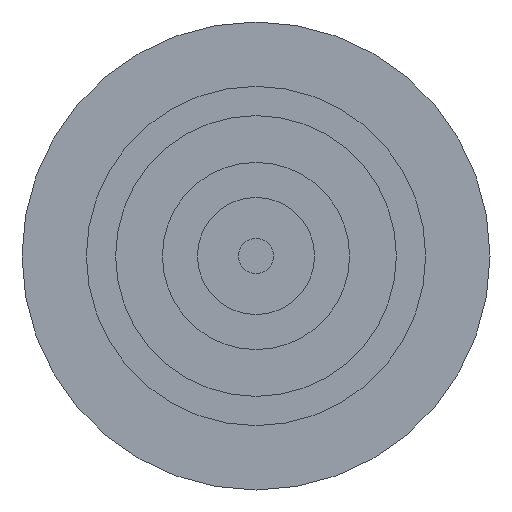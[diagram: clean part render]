
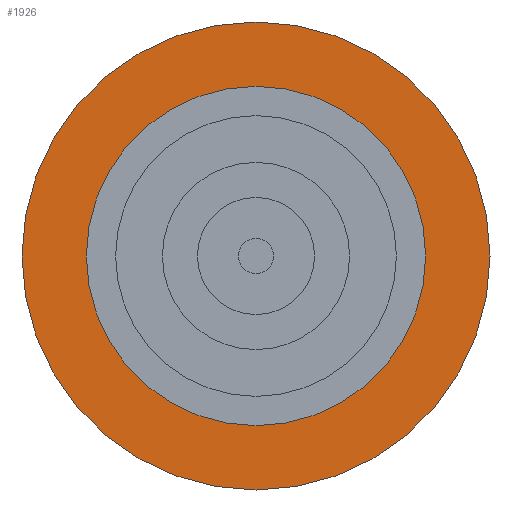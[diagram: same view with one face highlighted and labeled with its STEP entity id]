
A CAD part, front view. The second image highlights one B-rep face of the part: STEP entity #1926.
In plain terms, the highlighted planar face has unit normal (0, -1, 0).
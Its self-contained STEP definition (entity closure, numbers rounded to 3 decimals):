
#70 = CARTESIAN_POINT ( 'NONE',  ( 0., 0., 0. ) ) ;
#72 = CIRCLE ( 'NONE', #551, 20. ) ;
#96 = CARTESIAN_POINT ( 'NONE',  ( 0., 0., 14.5 ) ) ;
#189 = AXIS2_PLACEMENT_3D ( 'NONE', #1846, #1631, #1417 ) ;
#227 = CIRCLE ( 'NONE', #598, 20. ) ;
#238 = DIRECTION ( 'NONE',  ( 0., 0., -1. ) ) ;
#267 = EDGE_CURVE ( 'NONE', #934, #562, #227, .T. ) ;
#275 = EDGE_CURVE ( 'NONE', #562, #934, #72, .T. ) ;
#291 = CARTESIAN_POINT ( 'NONE',  ( 0., 0., 20. ) ) ;
#363 = DIRECTION ( 'NONE',  ( 0., 0., -1. ) ) ;
#436 = CARTESIAN_POINT ( 'NONE',  ( 0., 0., -14.5 ) ) ;
#440 = EDGE_LOOP ( 'NONE', ( #1263, #500 ) ) ;
#448 = DIRECTION ( 'NONE',  ( 0., -1., 0. ) ) ;
#500 = ORIENTED_EDGE ( 'NONE', *, *, #1446, .F. ) ;
#551 = AXIS2_PLACEMENT_3D ( 'NONE', #758, #566, #363 ) ;
#562 = VERTEX_POINT ( 'NONE', #291 ) ;
#566 = DIRECTION ( 'NONE',  ( 0., -1., 0. ) ) ;
#598 = AXIS2_PLACEMENT_3D ( 'NONE', #70, #1783, #1569 ) ;
#621 = CIRCLE ( 'NONE', #842, 14.5 ) ;
#631 = CARTESIAN_POINT ( 'NONE',  ( 0., 0., -20. ) ) ;
#638 = CARTESIAN_POINT ( 'NONE',  ( 0., 0., 0. ) ) ;
#653 = PLANE ( 'NONE',  #189 ) ;
#758 = CARTESIAN_POINT ( 'NONE',  ( 0., 0., 0. ) ) ;
#842 = AXIS2_PLACEMENT_3D ( 'NONE', #1649, #1427, #1238 ) ;
#934 = VERTEX_POINT ( 'NONE', #631 ) ;
#946 = VERTEX_POINT ( 'NONE', #436 ) ;
#963 = CIRCLE ( 'NONE', #1120, 14.5 ) ;
#1041 = EDGE_CURVE ( 'NONE', #946, #1889, #963, .T. ) ;
#1120 = AXIS2_PLACEMENT_3D ( 'NONE', #638, #448, #238 ) ;
#1217 = FACE_BOUND ( 'NONE', #440, .T. ) ;
#1238 = DIRECTION ( 'NONE',  ( 0., 0., -1. ) ) ;
#1263 = ORIENTED_EDGE ( 'NONE', *, *, #1041, .F. ) ;
#1314 = ORIENTED_EDGE ( 'NONE', *, *, #267, .T. ) ;
#1417 = DIRECTION ( 'NONE',  ( 0., 0., -1. ) ) ;
#1427 = DIRECTION ( 'NONE',  ( 0., -1., 0. ) ) ;
#1446 = EDGE_CURVE ( 'NONE', #1889, #946, #621, .T. ) ;
#1569 = DIRECTION ( 'NONE',  ( 0., 0., -1. ) ) ;
#1571 = EDGE_LOOP ( 'NONE', ( #1314, #1890 ) ) ;
#1631 = DIRECTION ( 'NONE',  ( 0., -1., 0. ) ) ;
#1649 = CARTESIAN_POINT ( 'NONE',  ( 0., 0., 0. ) ) ;
#1694 = FACE_OUTER_BOUND ( 'NONE', #1571, .T. ) ;
#1783 = DIRECTION ( 'NONE',  ( 0., -1., 0. ) ) ;
#1846 = CARTESIAN_POINT ( 'NONE',  ( 20., 0., 0. ) ) ;
#1889 = VERTEX_POINT ( 'NONE', #96 ) ;
#1890 = ORIENTED_EDGE ( 'NONE', *, *, #275, .T. ) ;
#1926 = ADVANCED_FACE ( 'NONE', ( #1694, #1217 ), #653, .T. ) ;
